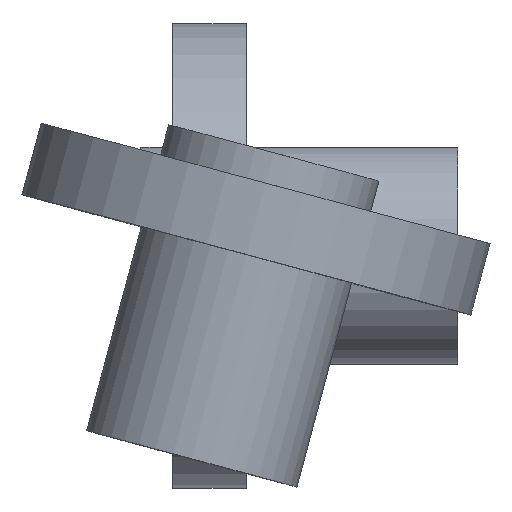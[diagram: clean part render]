
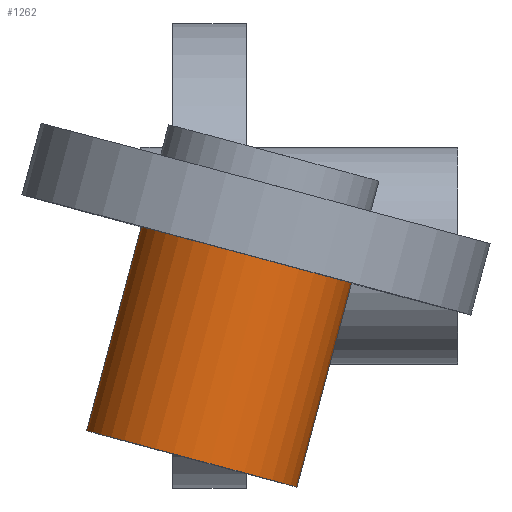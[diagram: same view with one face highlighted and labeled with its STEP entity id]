
A CAD part, top view. The second image highlights one B-rep face of the part: STEP entity #1262.
In plain terms, the highlighted cylindrical face has radius 5.15 mm (diameter 10.3 mm), a full revolution.
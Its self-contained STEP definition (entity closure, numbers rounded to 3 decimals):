
#118=FACE_OUTER_BOUND('',#201,.T.);
#201=EDGE_LOOP('',(#1114,#1115,#1116,#1117));
#247=CIRCLE('',#1371,5.15);
#250=CIRCLE('',#1377,5.15);
#401=LINE('',#4714,#455);
#455=VECTOR('',#1628,5.15);
#575=VERTEX_POINT('',#4703);
#578=VERTEX_POINT('',#4713);
#758=EDGE_CURVE('',#575,#575,#247,.T.);
#762=EDGE_CURVE('',#575,#578,#401,.T.);
#763=EDGE_CURVE('',#578,#578,#250,.T.);
#1114=ORIENTED_EDGE('',*,*,#758,.F.);
#1115=ORIENTED_EDGE('',*,*,#762,.T.);
#1116=ORIENTED_EDGE('',*,*,#763,.F.);
#1117=ORIENTED_EDGE('',*,*,#762,.F.);
#1195=CYLINDRICAL_SURFACE('',#1376,5.15);
#1262=ADVANCED_FACE('',(#118),#1195,.T.);
#1371=AXIS2_PLACEMENT_3D('',#4704,#1615,#1616);
#1376=AXIS2_PLACEMENT_3D('',#4712,#1626,#1627);
#1377=AXIS2_PLACEMENT_3D('',#4715,#1629,#1630);
#1615=DIRECTION('center_axis',(-0.259,-0.966,0.));
#1616=DIRECTION('ref_axis',(0.966,-0.259,0.));
#1626=DIRECTION('center_axis',(-0.259,-0.966,0.));
#1627=DIRECTION('ref_axis',(0.966,-0.259,0.));
#1628=DIRECTION('',(0.259,0.966,0.));
#1629=DIRECTION('center_axis',(0.259,0.966,0.));
#1630=DIRECTION('ref_axis',(0.966,-0.259,0.));
#4703=CARTESIAN_POINT('',(-2.563,-8.326,30.));
#4704=CARTESIAN_POINT('Origin',(2.412,-9.659,30.));
#4712=CARTESIAN_POINT('Origin',(6.294,4.83,30.));
#4713=CARTESIAN_POINT('',(0.025,1.333,30.));
#4714=CARTESIAN_POINT('',(1.32,6.163,30.));
#4715=CARTESIAN_POINT('Origin',(5.,0.,30.));
